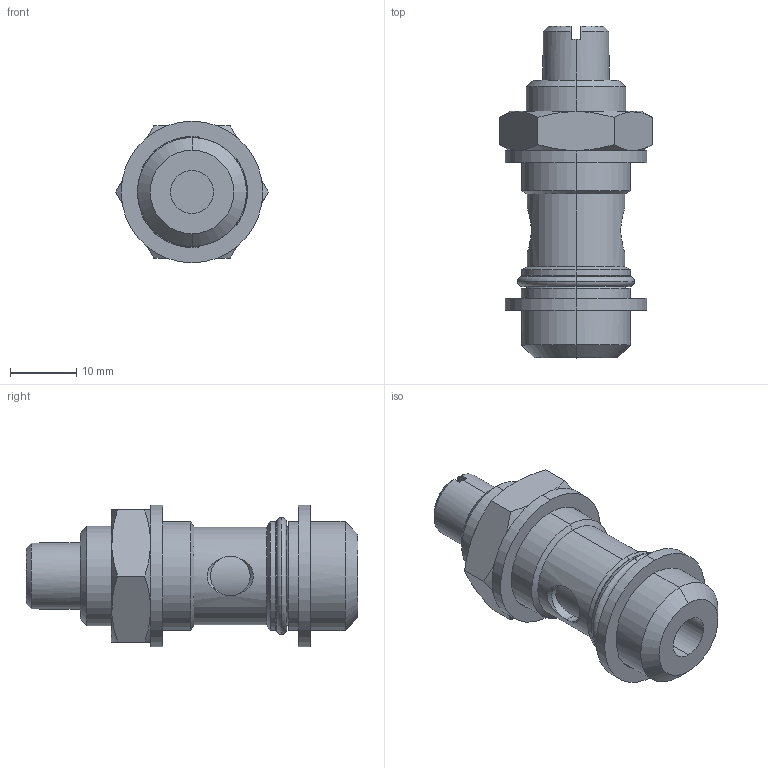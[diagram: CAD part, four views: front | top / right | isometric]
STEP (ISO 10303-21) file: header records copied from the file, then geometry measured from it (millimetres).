
FILE_DESCRIPTION (( 'STEP AP203' ), '1' );
FILE_NAME ('04050B03.STEP', '2010-03-25T09:47:27', ( '' ), ( 'sopra-pneumatic' ), 'SwSTEP 2.0', 'SolidWorks 2009', '' );
FILE_SCHEMA (( 'CONFIG_CONTROL_DESIGN' ));
Length unit declared in the file: millimetre
Products named in the file (1): 04050B03
Bounding box: 23.09 x 50.19 x 21.4 mm (x, y, z)
Volume: 9508.3 mm3; surface area: 4551.3 mm2
Topology: 2 solids, 2 shells, 89 faces, 212 edges, 132 vertices
Faces by surface type: cylinder 30, plane 29, cone 22, torus 8
Entity records: 3001 total; most frequent: CARTESIAN_POINT 864, DIRECTION 438, ORIENTED_EDGE 424, EDGE_CURVE 212, AXIS2_PLACEMENT_3D 178, VERTEX_POINT 132, EDGE_LOOP 102, FACE_OUTER_BOUND 89
